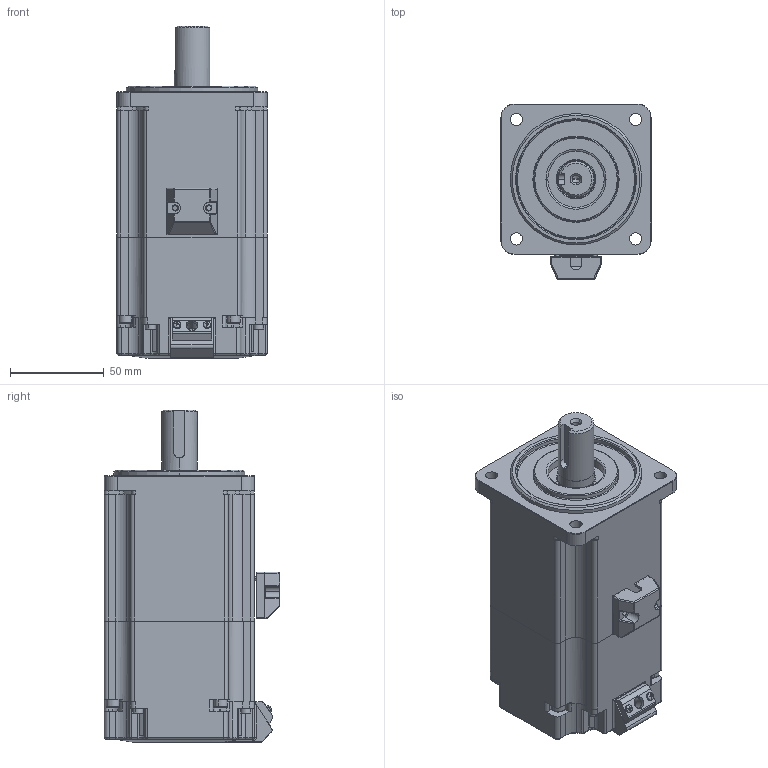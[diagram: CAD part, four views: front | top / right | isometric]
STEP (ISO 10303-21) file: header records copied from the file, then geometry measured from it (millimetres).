
FILE_DESCRIPTION (( 'STEP AP203' ), '1' );
FILE_NAME ('WB80ST-Z1M024¶Ì¿î.STEP', '2022-08-26T03:16:39', ( 'lvbing' ), ( 'WG' ), 'SwSTEP 2.0', 'SolidWorks 2018', '' );
FILE_SCHEMA (( 'CONFIG_CONTROL_DESIGN' ));
Length unit declared in the file: millimetre
Products named in the file (1): WB80ST-Z1M024傻遴
Bounding box: 80 x 93.5 x 177 mm (x, y, z)
Volume: 813648.9 mm3; surface area: 90173.6 mm2
Topology: 7 solids, 25 shells, 843 faces, 2074 edges, 1296 vertices
Faces by surface type: plane 362, cylinder 349, torus 68, cone 45, sphere 18, bspline 1
Entity records: 25277 total; most frequent: CARTESIAN_POINT 4855, DIRECTION 4536, ORIENTED_EDGE 4064, EDGE_CURVE 2032, AXIS2_PLACEMENT_3D 1740, VERTEX_POINT 1296, LINE 1056, VECTOR 1056
